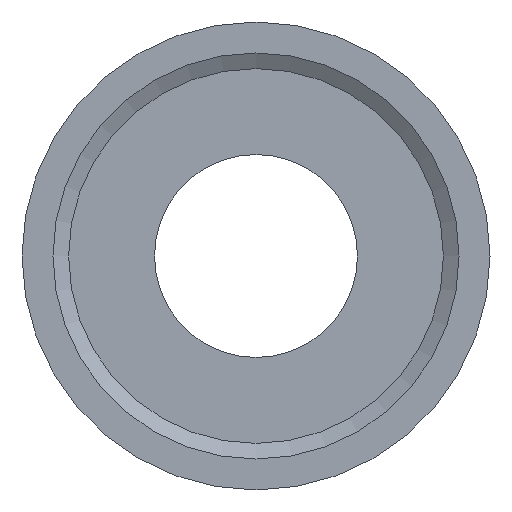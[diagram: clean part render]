
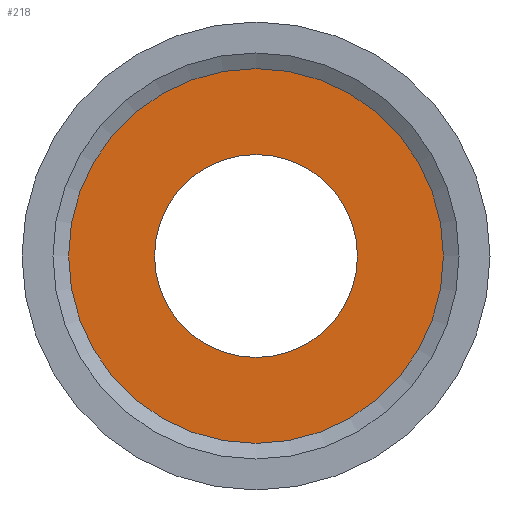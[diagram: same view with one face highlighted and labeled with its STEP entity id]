
A CAD part, left-side view. The second image highlights one B-rep face of the part: STEP entity #218.
In plain terms, the highlighted planar face has unit normal (-1, 0, 0).
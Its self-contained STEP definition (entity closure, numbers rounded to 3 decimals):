
#187=CARTESIAN_POINT('',(120.0,6.5,0.));
#188=VERTEX_POINT('',#187);
#189=CARTESIAN_POINT('',(120.0,0.0,0.0));
#190=DIRECTION('',(1.0,0.0,0.0));
#191=DIRECTION('',(0.0,-1.0,0.0));
#192=AXIS2_PLACEMENT_3D('',#189,#190,#191);
#193=CIRCLE('',#192,6.5);
#194=EDGE_CURVE('',#188,#188,#193,.T.);
#199=CARTESIAN_POINT('',(120.0,0.0,0.0));
#200=DIRECTION('',(-1.0,0.0,0.0));
#201=DIRECTION('',(0.0,0.0,1.0));
#202=AXIS2_PLACEMENT_3D('',#199,#200,#201);
#203=PLANE('',#202);
#204=CARTESIAN_POINT('',(120.0,0.,-12.));
#205=VERTEX_POINT('',#204);
#206=CARTESIAN_POINT('',(120.0,0.0,0.0));
#207=DIRECTION('',(1.0,0.0,0.0));
#208=DIRECTION('',(0.0,0.0,1.0));
#209=AXIS2_PLACEMENT_3D('',#206,#207,#208);
#210=CIRCLE('',#209,12.);
#211=EDGE_CURVE('',#205,#205,#210,.T.);
#212=ORIENTED_EDGE('',*,*,#211,.F.);
#213=EDGE_LOOP('',(#212));
#214=FACE_OUTER_BOUND('',#213,.T.);
#215=ORIENTED_EDGE('',*,*,#194,.T.);
#216=EDGE_LOOP('',(#215));
#217=FACE_BOUND('',#216,.T.);
#218=ADVANCED_FACE('',(#214,#217),#203,.T.);
